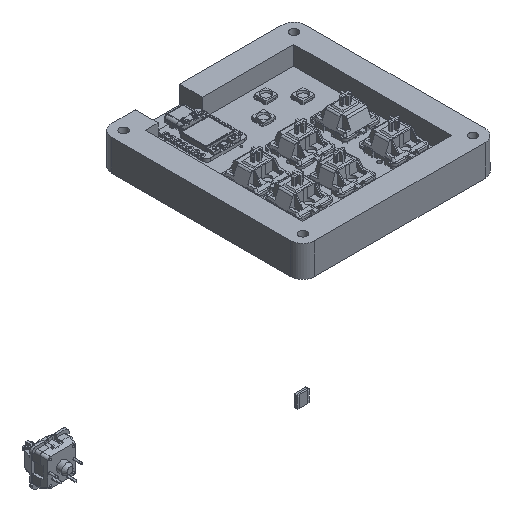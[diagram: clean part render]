
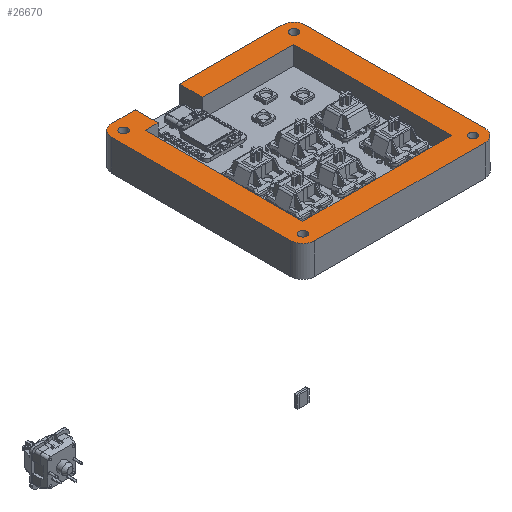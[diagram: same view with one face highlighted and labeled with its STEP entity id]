
A CAD part, isometric view. The second image highlights one B-rep face of the part: STEP entity #26670.
In plain terms, the highlighted planar face has unit normal (0, 0, 1).
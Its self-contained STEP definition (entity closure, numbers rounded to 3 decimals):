
#373=FACE_BOUND('',#3230,.T.);
#374=FACE_BOUND('',#3231,.T.);
#375=FACE_BOUND('',#3232,.T.);
#376=FACE_BOUND('',#3233,.T.);
#518=PLANE('',#28360);
#1671=FACE_OUTER_BOUND('',#3229,.T.);
#3229=EDGE_LOOP('',(#18467,#18468,#18469,#18470,#18471,#18472,#18473,#18474,
#18475,#18476,#18477,#18478,#18479,#18480,#18481,#18482));
#3230=EDGE_LOOP('',(#18483));
#3231=EDGE_LOOP('',(#18484));
#3232=EDGE_LOOP('',(#18485));
#3233=EDGE_LOOP('',(#18486));
#4933=LINE('',#38500,#8096);
#4934=LINE('',#38502,#8097);
#4935=LINE('',#38504,#8098);
#4936=LINE('',#38506,#8099);
#4937=LINE('',#38508,#8100);
#4938=LINE('',#38510,#8101);
#4939=LINE('',#38512,#8102);
#4940=LINE('',#38514,#8103);
#4941=LINE('',#38516,#8104);
#4942=LINE('',#38520,#8105);
#4943=LINE('',#38524,#8106);
#4944=LINE('',#38527,#8107);
#8096=VECTOR('',#30693,10.);
#8097=VECTOR('',#30694,10.);
#8098=VECTOR('',#30695,10.);
#8099=VECTOR('',#30696,10.);
#8100=VECTOR('',#30697,10.);
#8101=VECTOR('',#30698,10.);
#8102=VECTOR('',#30699,10.);
#8103=VECTOR('',#30700,10.);
#8104=VECTOR('',#30701,10.);
#8105=VECTOR('',#30704,10.);
#8106=VECTOR('',#30707,10.);
#8107=VECTOR('',#30710,10.);
#11257=CIRCLE('',#28358,5.);
#11259=CIRCLE('',#28361,5.);
#11260=CIRCLE('',#28362,5.);
#11261=CIRCLE('',#28363,5.);
#11262=CIRCLE('',#28364,1.7);
#11263=CIRCLE('',#28365,1.7);
#11264=CIRCLE('',#28366,1.7);
#11265=CIRCLE('',#28367,1.7);
#11980=VERTEX_POINT('',#38490);
#11981=VERTEX_POINT('',#38491);
#11984=VERTEX_POINT('',#38499);
#11985=VERTEX_POINT('',#38501);
#11986=VERTEX_POINT('',#38503);
#11987=VERTEX_POINT('',#38505);
#11988=VERTEX_POINT('',#38507);
#11989=VERTEX_POINT('',#38509);
#11990=VERTEX_POINT('',#38511);
#11991=VERTEX_POINT('',#38513);
#11992=VERTEX_POINT('',#38515);
#11993=VERTEX_POINT('',#38517);
#11994=VERTEX_POINT('',#38519);
#11995=VERTEX_POINT('',#38521);
#11996=VERTEX_POINT('',#38523);
#11997=VERTEX_POINT('',#38525);
#11998=VERTEX_POINT('',#38528);
#11999=VERTEX_POINT('',#38530);
#12000=VERTEX_POINT('',#38532);
#12001=VERTEX_POINT('',#38534);
#14525=EDGE_CURVE('',#11980,#11981,#11257,.T.);
#14529=EDGE_CURVE('',#11980,#11984,#4933,.T.);
#14530=EDGE_CURVE('',#11984,#11985,#4934,.T.);
#14531=EDGE_CURVE('',#11985,#11986,#4935,.T.);
#14532=EDGE_CURVE('',#11986,#11987,#4936,.T.);
#14533=EDGE_CURVE('',#11987,#11988,#4937,.T.);
#14534=EDGE_CURVE('',#11988,#11989,#4938,.T.);
#14535=EDGE_CURVE('',#11989,#11990,#4939,.T.);
#14536=EDGE_CURVE('',#11990,#11991,#4940,.T.);
#14537=EDGE_CURVE('',#11991,#11992,#4941,.T.);
#14538=EDGE_CURVE('',#11993,#11992,#11259,.T.);
#14539=EDGE_CURVE('',#11993,#11994,#4942,.T.);
#14540=EDGE_CURVE('',#11995,#11994,#11260,.T.);
#14541=EDGE_CURVE('',#11995,#11996,#4943,.T.);
#14542=EDGE_CURVE('',#11997,#11996,#11261,.T.);
#14543=EDGE_CURVE('',#11997,#11981,#4944,.T.);
#14544=EDGE_CURVE('',#11998,#11998,#11262,.T.);
#14545=EDGE_CURVE('',#11999,#11999,#11263,.T.);
#14546=EDGE_CURVE('',#12000,#12000,#11264,.T.);
#14547=EDGE_CURVE('',#12001,#12001,#11265,.T.);
#18467=ORIENTED_EDGE('',*,*,#14525,.F.);
#18468=ORIENTED_EDGE('',*,*,#14529,.T.);
#18469=ORIENTED_EDGE('',*,*,#14530,.T.);
#18470=ORIENTED_EDGE('',*,*,#14531,.T.);
#18471=ORIENTED_EDGE('',*,*,#14532,.T.);
#18472=ORIENTED_EDGE('',*,*,#14533,.T.);
#18473=ORIENTED_EDGE('',*,*,#14534,.T.);
#18474=ORIENTED_EDGE('',*,*,#14535,.T.);
#18475=ORIENTED_EDGE('',*,*,#14536,.T.);
#18476=ORIENTED_EDGE('',*,*,#14537,.T.);
#18477=ORIENTED_EDGE('',*,*,#14538,.F.);
#18478=ORIENTED_EDGE('',*,*,#14539,.T.);
#18479=ORIENTED_EDGE('',*,*,#14540,.F.);
#18480=ORIENTED_EDGE('',*,*,#14541,.T.);
#18481=ORIENTED_EDGE('',*,*,#14542,.F.);
#18482=ORIENTED_EDGE('',*,*,#14543,.T.);
#18483=ORIENTED_EDGE('',*,*,#14544,.T.);
#18484=ORIENTED_EDGE('',*,*,#14545,.T.);
#18485=ORIENTED_EDGE('',*,*,#14546,.T.);
#18486=ORIENTED_EDGE('',*,*,#14547,.T.);
#26670=ADVANCED_FACE('',(#1671,#373,#374,#375,#376),#518,.T.);
#28358=AXIS2_PLACEMENT_3D('',#38492,#30685,#30686);
#28360=AXIS2_PLACEMENT_3D('',#38498,#30691,#30692);
#28361=AXIS2_PLACEMENT_3D('',#38518,#30702,#30703);
#28362=AXIS2_PLACEMENT_3D('',#38522,#30705,#30706);
#28363=AXIS2_PLACEMENT_3D('',#38526,#30708,#30709);
#28364=AXIS2_PLACEMENT_3D('',#38529,#30711,#30712);
#28365=AXIS2_PLACEMENT_3D('',#38531,#30713,#30714);
#28366=AXIS2_PLACEMENT_3D('',#38533,#30715,#30716);
#28367=AXIS2_PLACEMENT_3D('',#38535,#30717,#30718);
#30685=DIRECTION('center_axis',(0.,0.,-1.));
#30686=DIRECTION('ref_axis',(0.707,0.707,0.));
#30691=DIRECTION('center_axis',(0.,0.,1.));
#30692=DIRECTION('ref_axis',(1.,0.,0.));
#30693=DIRECTION('',(-1.,0.,0.));
#30694=DIRECTION('',(0.,-1.,0.));
#30695=DIRECTION('',(1.,0.,0.));
#30696=DIRECTION('',(0.,-1.,0.));
#30697=DIRECTION('',(-1.,0.,0.));
#30698=DIRECTION('',(0.,1.,0.));
#30699=DIRECTION('',(1.,0.,0.));
#30700=DIRECTION('',(0.,1.,0.));
#30701=DIRECTION('',(-1.,0.,0.));
#30702=DIRECTION('center_axis',(0.,0.,-1.));
#30703=DIRECTION('ref_axis',(-0.707,0.707,0.));
#30704=DIRECTION('',(0.,-1.,0.));
#30705=DIRECTION('center_axis',(0.,0.,-1.));
#30706=DIRECTION('ref_axis',(-0.707,-0.707,0.));
#30707=DIRECTION('',(1.,0.,0.));
#30708=DIRECTION('center_axis',(0.,0.,-1.));
#30709=DIRECTION('ref_axis',(0.707,-0.707,0.));
#30710=DIRECTION('',(0.,1.,0.));
#30711=DIRECTION('center_axis',(0.,0.,-1.));
#30712=DIRECTION('ref_axis',(1.,0.,0.));
#30713=DIRECTION('center_axis',(0.,0.,-1.));
#30714=DIRECTION('ref_axis',(1.,0.,0.));
#30715=DIRECTION('center_axis',(0.,0.,-1.));
#30716=DIRECTION('ref_axis',(1.,0.,0.));
#30717=DIRECTION('center_axis',(0.,0.,-1.));
#30718=DIRECTION('ref_axis',(1.,0.,0.));
#38490=CARTESIAN_POINT('',(71.672,24.5,13.));
#38491=CARTESIAN_POINT('',(76.672,19.5,13.));
#38492=CARTESIAN_POINT('Origin',(71.672,19.5,13.));
#38498=CARTESIAN_POINT('Origin',(71.672,19.5,13.));
#38499=CARTESIAN_POINT('',(28.909,24.5,13.));
#38500=CARTESIAN_POINT('',(-4.5,24.5,13.));
#38501=CARTESIAN_POINT('',(28.909,15.,13.));
#38502=CARTESIAN_POINT('',(28.909,22.,13.));
#38503=CARTESIAN_POINT('',(67.172,15.,13.));
#38504=CARTESIAN_POINT('',(5.,15.,13.));
#38505=CARTESIAN_POINT('',(67.172,-50.904,13.));
#38506=CARTESIAN_POINT('',(67.172,15.,13.));
#38507=CARTESIAN_POINT('',(5.,-50.904,13.));
#38508=CARTESIAN_POINT('',(67.172,-50.904,13.));
#38509=CARTESIAN_POINT('',(5.,15.,13.));
#38510=CARTESIAN_POINT('',(5.,-50.904,13.));
#38511=CARTESIAN_POINT('',(10.409,15.,13.));
#38512=CARTESIAN_POINT('',(5.,15.,13.));
#38513=CARTESIAN_POINT('',(10.409,24.5,13.));
#38514=CARTESIAN_POINT('',(10.409,17.25,13.));
#38515=CARTESIAN_POINT('',(0.5,24.5,13.));
#38516=CARTESIAN_POINT('',(-4.5,24.5,13.));
#38517=CARTESIAN_POINT('',(-4.5,19.5,13.));
#38518=CARTESIAN_POINT('Origin',(0.5,19.5,13.));
#38519=CARTESIAN_POINT('',(-4.5,-55.404,13.));
#38520=CARTESIAN_POINT('',(-4.5,-60.404,13.));
#38521=CARTESIAN_POINT('',(0.5,-60.404,13.));
#38522=CARTESIAN_POINT('Origin',(0.5,-55.404,13.));
#38523=CARTESIAN_POINT('',(71.672,-60.404,13.));
#38524=CARTESIAN_POINT('',(76.672,-60.404,13.));
#38525=CARTESIAN_POINT('',(76.672,-55.404,13.));
#38526=CARTESIAN_POINT('Origin',(71.672,-55.404,13.));
#38527=CARTESIAN_POINT('',(76.672,24.5,13.));
#38528=CARTESIAN_POINT('',(69.972,19.5,13.));
#38529=CARTESIAN_POINT('Origin',(71.672,19.5,13.));
#38530=CARTESIAN_POINT('',(-1.2,-55.404,13.));
#38531=CARTESIAN_POINT('Origin',(0.5,-55.404,13.));
#38532=CARTESIAN_POINT('',(-1.2,19.5,13.));
#38533=CARTESIAN_POINT('Origin',(0.5,19.5,13.));
#38534=CARTESIAN_POINT('',(69.972,-55.404,13.));
#38535=CARTESIAN_POINT('Origin',(71.672,-55.404,13.));
